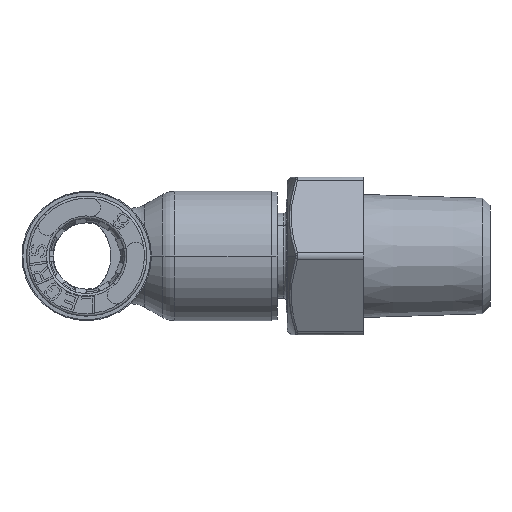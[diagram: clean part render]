
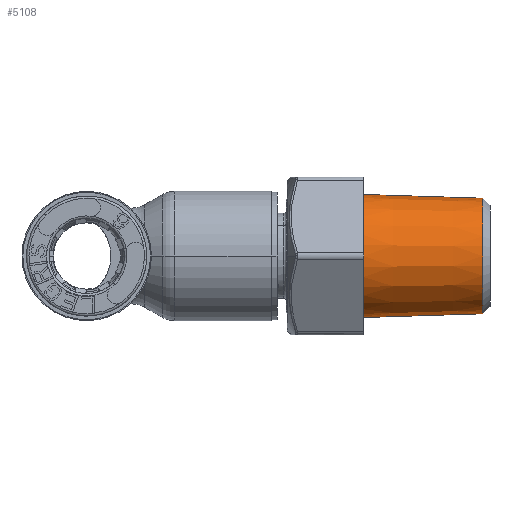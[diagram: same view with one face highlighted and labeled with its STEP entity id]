
A CAD part, left-side view. The second image highlights one B-rep face of the part: STEP entity #5108.
In plain terms, the highlighted conical face has half-angle 1.79 degrees and reference radius 4.911 mm.
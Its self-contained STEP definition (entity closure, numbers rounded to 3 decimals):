
#5108=ADVANCED_FACE('',(#10638),#10639,.T.);
#10638=FACE_OUTER_BOUND('',#21290,.T.);
#10639=CONICAL_SURFACE('',#21291,4.911,0.031);
#21290=EDGE_LOOP('',(#37083,#37084,#37085,#37086));
#21291=AXIS2_PLACEMENT_3D('',#37087,#37088,#37089);
#37083=ORIENTED_EDGE('',*,*,#46863,.F.);
#37084=ORIENTED_EDGE('',*,*,#44676,.F.);
#37085=ORIENTED_EDGE('',*,*,#46864,.F.);
#37086=ORIENTED_EDGE('',*,*,#44159,.T.);
#37087=CARTESIAN_POINT('',(0.0,-27.7,0.0));
#37088=DIRECTION('',(-0.0,1.0,-0.0));
#37089=DIRECTION('',(0.0,0.0,-1.0));
#44159=EDGE_CURVE('',#53198,#53199,#53200,.T.);
#44676=EDGE_CURVE('',#51798,#51796,#53999,.T.);
#46863=EDGE_CURVE('',#51796,#53199,#56960,.T.);
#46864=EDGE_CURVE('',#53198,#51798,#56961,.T.);
#51796=VERTEX_POINT('',#64778);
#51798=VERTEX_POINT('',#64781);
#53198=VERTEX_POINT('',#67446);
#53199=VERTEX_POINT('',#67447);
#53200=CIRCLE('',#67448,5.064);
#53999=CIRCLE('',#68976,4.758);
#56960=LINE('',#74944,#74945);
#56961=LINE('',#74946,#74947);
#64778=CARTESIAN_POINT('',(0.,-32.6,-4.758));
#64781=CARTESIAN_POINT('',(0.0,-32.6,4.758));
#67446=CARTESIAN_POINT('',(0.0,-22.8,5.064));
#67447=CARTESIAN_POINT('',(0.,-22.8,-5.064));
#67448=AXIS2_PLACEMENT_3D('',#81527,#81528,#81529);
#68976=AXIS2_PLACEMENT_3D('',#82168,#82169,#82170);
#74944=CARTESIAN_POINT('',(0.,-27.7,-4.911));
#74945=VECTOR('',#84632,1.0);
#74946=CARTESIAN_POINT('',(0.,-27.7,4.911));
#74947=VECTOR('',#84633,1.0);
#81527=CARTESIAN_POINT('',(0.0,-22.8,0.0));
#81528=DIRECTION('',(0.0,-1.0,0.0));
#81529=DIRECTION('',(0.0,0.0,-1.0));
#82168=CARTESIAN_POINT('',(0.0,-32.6,0.0));
#82169=DIRECTION('',(0.0,-1.0,0.0));
#82170=DIRECTION('',(0.0,0.0,-1.0));
#84632=DIRECTION('',(0.,1.,-0.031));
#84633=DIRECTION('',(0.,-1.,-0.031));
